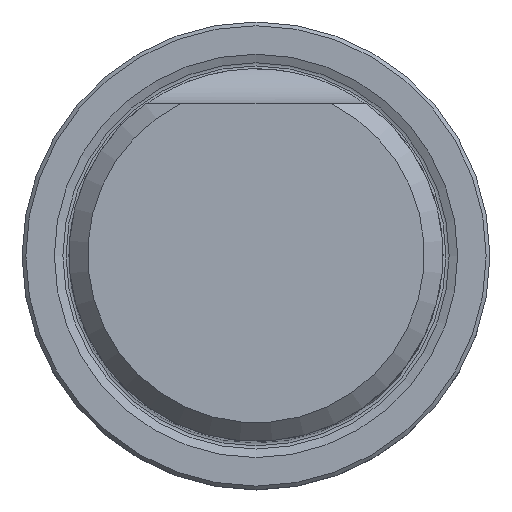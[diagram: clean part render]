
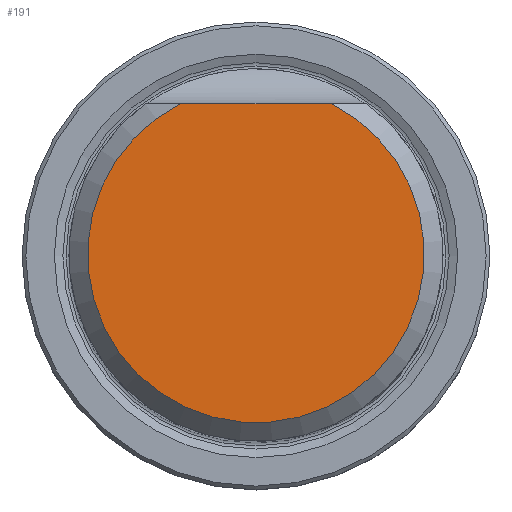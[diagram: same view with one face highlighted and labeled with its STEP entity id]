
A CAD part, top view. The second image highlights one B-rep face of the part: STEP entity #191.
In plain terms, the highlighted planar face has unit normal (0, 0, 1).
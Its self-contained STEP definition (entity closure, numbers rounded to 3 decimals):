
#125=FACE_OUTER_BOUND('',#302,.T.);
#134=LINE('',#818,#140);
#140=VECTOR('',#679,1.);
#174=PLANE('',#580);
#191=ADVANCED_FACE('CU_SU_1',(#125),#174,.F.);
#302=EDGE_LOOP('',(#363,#364));
#363=ORIENTED_EDGE('',*,*,#486,.F.);
#364=ORIENTED_EDGE('',*,*,#487,.F.);
#444=VERTEX_POINT('',#816);
#445=VERTEX_POINT('',#817);
#486=EDGE_CURVE('',#444,#445,#533,.T.);
#487=EDGE_CURVE('',#445,#444,#134,.T.);
#533=CIRCLE('',#579,8.997);
#579=AXIS2_PLACEMENT_3D('',#815,#677,#678);
#580=AXIS2_PLACEMENT_3D('',#819,#680,#681);
#677=DIRECTION('',(0.,0.,-1.));
#678=DIRECTION('',(0.,-1.,0.));
#679=DIRECTION('',(1.,0.,0.));
#680=DIRECTION('',(0.,0.,-1.));
#681=DIRECTION('',(0.,-1.,0.));
#815=CARTESIAN_POINT('',(0.,0.,50.));
#816=CARTESIAN_POINT('',(4.011,8.053,50.));
#817=CARTESIAN_POINT('',(-4.011,8.053,50.));
#818=CARTESIAN_POINT('',(-9.997,8.053,50.));
#819=CARTESIAN_POINT('',(0.,0.,50.));
